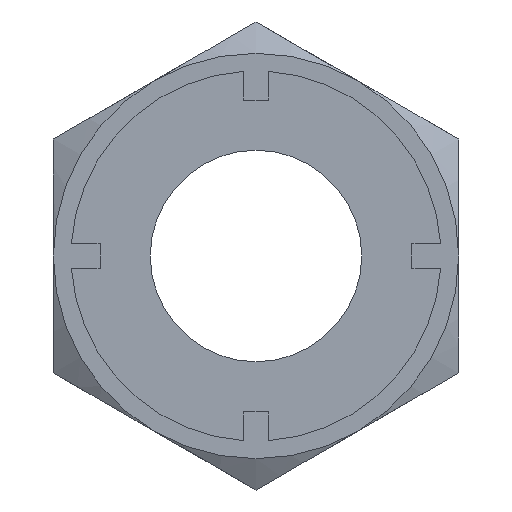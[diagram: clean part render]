
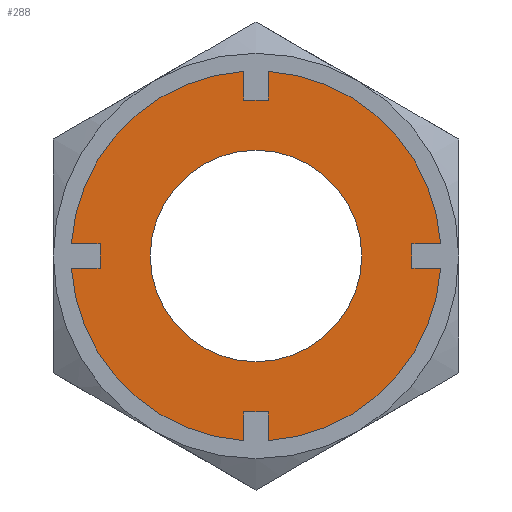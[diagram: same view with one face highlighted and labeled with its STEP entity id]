
A CAD part, left-side view. The second image highlights one B-rep face of the part: STEP entity #288.
In plain terms, the highlighted planar face has unit normal (-1, 0, 0).
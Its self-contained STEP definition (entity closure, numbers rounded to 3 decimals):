
#246=VERTEX_POINT('',#657);
#258=EDGE_CURVE('',#246,#340,#670,.T.);
#260=EDGE_CURVE('',#584,#372,#672,.T.);
#266=EDGE_CURVE('',#342,#556,#679,.T.);
#274=EDGE_CURVE('',#512,#320,#688,.T.);
#284=EDGE_CURVE('',#414,#446,#700,.T.);
#288=ADVANCED_FACE('',(#704,#705),#706,.T.);
#292=EDGE_CURVE('',#332,#312,#711,.T.);
#304=EDGE_CURVE('',#312,#320,#725,.T.);
#312=VERTEX_POINT('',#735);
#320=VERTEX_POINT('',#743);
#322=EDGE_CURVE('',#342,#332,#745,.T.);
#332=VERTEX_POINT('',#756);
#340=VERTEX_POINT('',#765);
#342=VERTEX_POINT('',#767);
#344=EDGE_CURVE('',#392,#368,#769,.T.);
#368=VERTEX_POINT('',#797);
#370=EDGE_CURVE('',#368,#372,#799,.T.);
#372=VERTEX_POINT('',#801);
#378=EDGE_CURVE('',#414,#392,#808,.T.);
#392=VERTEX_POINT('',#822);
#410=EDGE_CURVE('',#340,#246,#841,.T.);
#412=EDGE_CURVE('',#516,#526,#843,.T.);
#414=VERTEX_POINT('',#845);
#426=EDGE_CURVE('',#526,#446,#857,.T.);
#444=EDGE_CURVE('',#512,#516,#877,.T.);
#446=VERTEX_POINT('',#879);
#510=EDGE_CURVE('',#572,#544,#949,.T.);
#512=VERTEX_POINT('',#951);
#516=VERTEX_POINT('',#955);
#526=VERTEX_POINT('',#965);
#530=EDGE_CURVE('',#544,#556,#969,.T.);
#544=VERTEX_POINT('',#985);
#556=VERTEX_POINT('',#1000);
#562=EDGE_CURVE('',#584,#572,#1006,.T.);
#572=VERTEX_POINT('',#1016);
#584=VERTEX_POINT('',#1030);
#657=CARTESIAN_POINT('',(-30.,12.,0.));
#670=CIRCLE('',#1158,12.0);
#672=CIRCLE('',#1161,21.0);
#679=CIRCLE('',#1168,21.0);
#688=CIRCLE('',#1179,21.0);
#700=CIRCLE('',#1194,21.0);
#704=FACE_BOUND('',#1198,.T.);
#705=FACE_OUTER_BOUND('',#1199,.T.);
#706=PLANE('',#1200);
#711=LINE('',#1206,#1207);
#725=LINE('',#1253,#1254);
#735=CARTESIAN_POINT('',(-30.0,17.7,-1.4));
#743=CARTESIAN_POINT('',(-30.,20.953,-1.4));
#745=LINE('',#1283,#1284);
#756=CARTESIAN_POINT('',(-30.0,17.7,1.4));
#765=CARTESIAN_POINT('',(-30.,-12.,0.));
#767=CARTESIAN_POINT('',(-30.,20.953,1.4));
#769=LINE('',#1324,#1325);
#797=CARTESIAN_POINT('',(-30.0,-17.7,1.4));
#799=LINE('',#1360,#1361);
#801=CARTESIAN_POINT('',(-30.,-20.953,1.4));
#808=LINE('',#1371,#1372);
#822=CARTESIAN_POINT('',(-30.0,-17.7,-1.4));
#841=CIRCLE('',#1438,12.0);
#843=LINE('',#1441,#1442);
#845=CARTESIAN_POINT('',(-30.,-20.953,-1.4));
#857=LINE('',#1479,#1480);
#877=LINE('',#1522,#1523);
#879=CARTESIAN_POINT('',(-30.,-1.4,-20.953));
#949=LINE('',#1661,#1662);
#951=CARTESIAN_POINT('',(-30.,1.4,-20.953));
#955=CARTESIAN_POINT('',(-30.0,1.4,-17.7));
#965=CARTESIAN_POINT('',(-30.0,-1.4,-17.7));
#969=LINE('',#1697,#1698);
#985=CARTESIAN_POINT('',(-30.0,1.4,17.7));
#1000=CARTESIAN_POINT('',(-30.,1.4,20.953));
#1006=LINE('',#1759,#1760);
#1016=CARTESIAN_POINT('',(-30.0,-1.4,17.7));
#1030=CARTESIAN_POINT('',(-30.,-1.4,20.953));
#1158=AXIS2_PLACEMENT_3D('',#1910,#1911,#1912);
#1161=AXIS2_PLACEMENT_3D('',#1913,#1914,#1915);
#1168=AXIS2_PLACEMENT_3D('',#1924,#1925,#1926);
#1179=AXIS2_PLACEMENT_3D('',#1940,#1941,#1942);
#1194=AXIS2_PLACEMENT_3D('',#1960,#1961,#1962);
#1198=EDGE_LOOP('',(#1964,#1965));
#1199=EDGE_LOOP('',(#1966,#1967,#1968,#1969,#1970,#1971,#1972,#1973,#1974,#1975,#1976,#1977,#1978,#1979,#1980,#1981));
#1200=AXIS2_PLACEMENT_3D('',#1982,#1983,#1984);
#1206=CARTESIAN_POINT('',(-30.,17.7,-0.7));
#1207=VECTOR('',#1995,1.0);
#1253=CARTESIAN_POINT('',(-30.,18.75,-1.4));
#1254=VECTOR('',#2025,1.0);
#1283=CARTESIAN_POINT('',(-30.,17.1,1.4));
#1284=VECTOR('',#2045,1.0);
#1324=CARTESIAN_POINT('',(-30.,-17.7,0.7));
#1325=VECTOR('',#2067,1.0);
#1360=CARTESIAN_POINT('',(-30.,-2.25,1.4));
#1361=VECTOR('',#2101,1.0);
#1371=CARTESIAN_POINT('',(-30.,-0.6,-1.4));
#1372=VECTOR('',#2112,1.0);
#1438=AXIS2_PLACEMENT_3D('',#2132,#2133,#2134);
#1441=CARTESIAN_POINT('',(-30.,7.55,-17.7));
#1442=VECTOR('',#2135,1.0);
#1479=CARTESIAN_POINT('',(-30.,-1.4,-10.5));
#1480=VECTOR('',#2137,1.0);
#1522=CARTESIAN_POINT('',(-30.,1.4,-8.85));
#1523=VECTOR('',#2153,1.0);
#1661=CARTESIAN_POINT('',(-30.,8.95,17.7));
#1662=VECTOR('',#2223,1.0);
#1697=CARTESIAN_POINT('',(-30.,1.4,10.5));
#1698=VECTOR('',#2226,1.0);
#1759=CARTESIAN_POINT('',(-30.,-1.4,8.85));
#1760=VECTOR('',#2271,1.0);
#1910=CARTESIAN_POINT('',(-30.,0.,0.));
#1911=DIRECTION('',(1.0,0.0,-0.0));
#1912=DIRECTION('',(0.0,1.0,0.));
#1913=CARTESIAN_POINT('',(-30.,0.,0.));
#1914=DIRECTION('',(1.0,0.0,-0.0));
#1915=DIRECTION('',(0.0,1.0,0.));
#1924=CARTESIAN_POINT('',(-30.,0.,0.));
#1925=DIRECTION('',(1.0,0.0,-0.0));
#1926=DIRECTION('',(0.0,1.0,0.));
#1940=CARTESIAN_POINT('',(-30.,0.,0.));
#1941=DIRECTION('',(1.0,0.0,-0.0));
#1942=DIRECTION('',(0.0,1.0,0.));
#1960=CARTESIAN_POINT('',(-30.,0.,0.));
#1961=DIRECTION('',(1.0,0.0,-0.0));
#1962=DIRECTION('',(0.0,1.0,0.));
#1964=ORIENTED_EDGE('',*,*,#258,.T.);
#1965=ORIENTED_EDGE('',*,*,#410,.T.);
#1966=ORIENTED_EDGE('',*,*,#562,.T.);
#1967=ORIENTED_EDGE('',*,*,#510,.T.);
#1968=ORIENTED_EDGE('',*,*,#530,.T.);
#1969=ORIENTED_EDGE('',*,*,#266,.F.);
#1970=ORIENTED_EDGE('',*,*,#322,.T.);
#1971=ORIENTED_EDGE('',*,*,#292,.T.);
#1972=ORIENTED_EDGE('',*,*,#304,.T.);
#1973=ORIENTED_EDGE('',*,*,#274,.F.);
#1974=ORIENTED_EDGE('',*,*,#444,.T.);
#1975=ORIENTED_EDGE('',*,*,#412,.T.);
#1976=ORIENTED_EDGE('',*,*,#426,.T.);
#1977=ORIENTED_EDGE('',*,*,#284,.F.);
#1978=ORIENTED_EDGE('',*,*,#378,.T.);
#1979=ORIENTED_EDGE('',*,*,#344,.T.);
#1980=ORIENTED_EDGE('',*,*,#370,.T.);
#1981=ORIENTED_EDGE('',*,*,#260,.F.);
#1982=CARTESIAN_POINT('',(-30.,16.5,0.));
#1983=DIRECTION('',(-1.0,0.0,0.0));
#1984=DIRECTION('',(0.0,-1.0,0.));
#1995=DIRECTION('',(0.0,0.0,-1.0));
#2025=DIRECTION('',(0.0,1.0,0.0));
#2045=DIRECTION('',(0.0,-1.0,0.0));
#2067=DIRECTION('',(0.0,0.0,1.0));
#2101=DIRECTION('',(0.0,-1.0,0.0));
#2112=DIRECTION('',(0.0,1.0,0.0));
#2132=CARTESIAN_POINT('',(-30.,0.,0.));
#2133=DIRECTION('',(1.0,0.0,-0.0));
#2134=DIRECTION('',(0.0,1.0,0.));
#2135=DIRECTION('',(0.0,-1.0,0.0));
#2137=DIRECTION('',(0.0,0.0,-1.0));
#2153=DIRECTION('',(0.0,0.0,1.0));
#2223=DIRECTION('',(0.0,1.0,0.0));
#2226=DIRECTION('',(0.0,0.0,1.0));
#2271=DIRECTION('',(0.0,0.0,-1.0));
